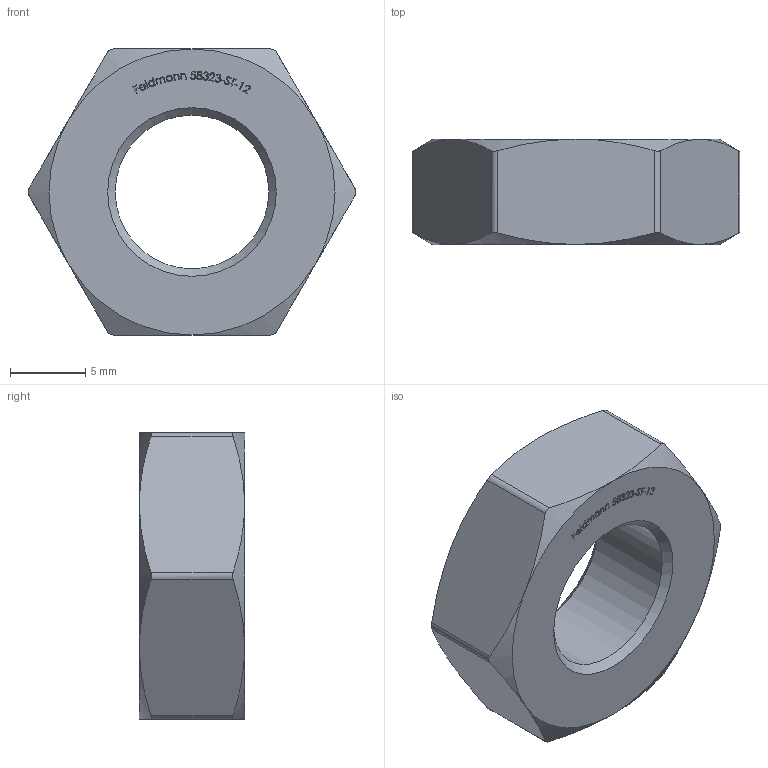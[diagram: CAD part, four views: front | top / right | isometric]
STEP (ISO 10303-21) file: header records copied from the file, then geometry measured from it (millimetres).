
FILE_DESCRIPTION (( 'STEP AP203' ), '1' );
FILE_NAME ('58323-ST-12.step', '2023-11-03T08:53:31', ( '' ), ( '' ), 'SwSTEP 2.0', 'SolidWorks 2018', '' );
FILE_SCHEMA (( 'CONFIG_CONTROL_DESIGN' ));
Length unit declared in the file: millimetre
Products named in the file (1): 58323-ST-12
Bounding box: 21.78 x 7 x 19 mm (x, y, z)
Volume: 1592.8 mm3; surface area: 1101.7 mm2
Topology: 1 solids, 1 shells, 283 faces, 757 edges, 500 vertices
Faces by surface type: plane 134, bspline 128, cone 14, cylinder 7
Full cylindrical faces by diameter (mm): 10.2 x1
Entity records: 15377 total; most frequent: CARTESIAN_POINT 9182, ORIENTED_EDGE 1508, DIRECTION 790, EDGE_CURVE 754, VERTEX_POINT 500, LINE 446, VECTOR 446, EDGE_LOOP 312
